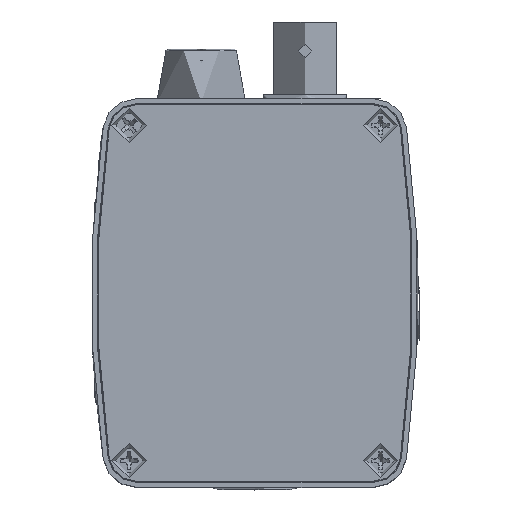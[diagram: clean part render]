
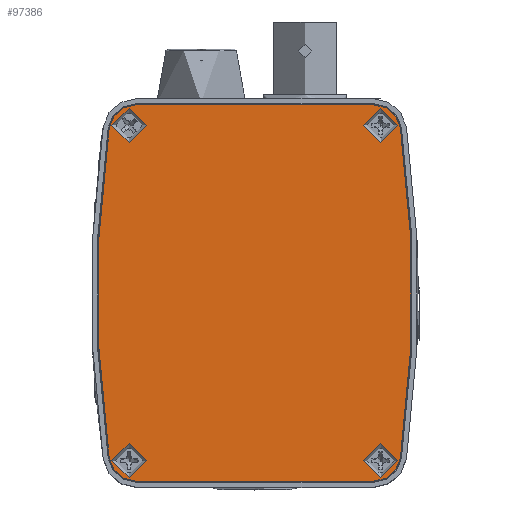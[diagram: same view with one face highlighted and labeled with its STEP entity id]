
A CAD part, top view. The second image highlights one B-rep face of the part: STEP entity #97386.
In plain terms, the highlighted planar face has unit normal (0, 0, 1).
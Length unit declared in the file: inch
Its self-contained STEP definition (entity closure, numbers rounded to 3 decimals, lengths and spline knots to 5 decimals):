
#45 = EDGE_CURVE ( 'NONE', #37286, #89267, #57479, .T. ) ;
#2250 = CARTESIAN_POINT ( 'NONE',  ( 0.71, 1.3125, 0.009 ) ) ;
#5085 = ORIENTED_EDGE ( 'NONE', *, *, #31623, .T. ) ;
#5869 = ORIENTED_EDGE ( 'NONE', *, *, #134392, .T. ) ;
#9523 = VERTEX_POINT ( 'NONE', #2250 ) ;
#9701 = EDGE_CURVE ( 'NONE', #138734, #138734, #42205, .T. ) ;
#12136 = CARTESIAN_POINT ( 'NONE',  ( 0.86843, -0.79483, 0.009 ) ) ;
#12312 = CARTESIAN_POINT ( 'NONE',  ( -0.71, -0.9325, 0.009 ) ) ;
#15268 = FACE_BOUND ( 'NONE', #40555, .T. ) ;
#16527 = AXIS2_PLACEMENT_3D ( 'NONE', #46002, #134073, #58685 ) ;
#18242 = EDGE_LOOP ( 'NONE', ( #41234 ) ) ;
#18672 = EDGE_CURVE ( 'NONE', #93416, #93416, #57401, .T. ) ;
#21314 = ORIENTED_EDGE ( 'NONE', *, *, #25696, .F. ) ;
#21644 = EDGE_CURVE ( 'NONE', #156439, #156439, #134908, .T. ) ;
#25657 = EDGE_CURVE ( 'NONE', #137575, #124499, #96400, .T. ) ;
#25696 = EDGE_CURVE ( 'NONE', #115027, #115027, #76665, .T. ) ;
#27485 = DIRECTION ( 'NONE',  ( 0., 0., 1. ) ) ;
#30091 = ORIENTED_EDGE ( 'NONE', *, *, #18672, .F. ) ;
#30274 = EDGE_LOOP ( 'NONE', ( #129234 ) ) ;
#31046 = AXIS2_PLACEMENT_3D ( 'NONE', #135795, #60364, #148456 ) ;
#31623 = EDGE_CURVE ( 'NONE', #89267, #9523, #90679, .T. ) ;
#37126 = CARTESIAN_POINT ( 'NONE',  ( 6.11852, 0.19, 0.009 ) ) ;
#37286 = VERTEX_POINT ( 'NONE', #12136 ) ;
#38435 = EDGE_CURVE ( 'NONE', #134419, #133659, #137258, .T. ) ;
#40555 = EDGE_LOOP ( 'NONE', ( #21314 ) ) ;
#41234 = ORIENTED_EDGE ( 'NONE', *, *, #21644, .F. ) ;
#42205 = CIRCLE ( 'NONE', #46533, 0.10339 ) ;
#46002 = CARTESIAN_POINT ( 'NONE',  ( 0.71, -0.7725, 0.009 ) ) ;
#46278 = CARTESIAN_POINT ( 'NONE',  ( 0.85339, -0.81, 0.009 ) ) ;
#46533 = AXIS2_PLACEMENT_3D ( 'NONE', #131018, #55636, #143713 ) ;
#48737 = FACE_BOUND ( 'NONE', #18242, .T. ) ;
#49523 = DIRECTION ( 'NONE',  ( 0., 0., 1. ) ) ;
#49717 = DIRECTION ( 'NONE',  ( 1., 0., 0. ) ) ;
#50694 = AXIS2_PLACEMENT_3D ( 'NONE', #66165, #154356, #78882 ) ;
#51067 = DIRECTION ( 'NONE',  ( 0., 0., 1. ) ) ;
#51142 = VECTOR ( 'NONE', #124902, 39.37008 ) ;
#55636 = DIRECTION ( 'NONE',  ( 0., 0., 1. ) ) ;
#57401 = CIRCLE ( 'NONE', #86407, 0.10339 ) ;
#57479 = CIRCLE ( 'NONE', #31046, 7.05602 ) ;
#58685 = DIRECTION ( 'NONE',  ( 1., 0., 0. ) ) ;
#58796 = DIRECTION ( 'NONE',  ( 0., 0., 1. ) ) ;
#59227 = EDGE_LOOP ( 'NONE', ( #5085, #87963, #160263, #77734, #161722, #75815, #5869, #64744 ) ) ;
#60364 = DIRECTION ( 'NONE',  ( 0., 0., 1. ) ) ;
#64744 = ORIENTED_EDGE ( 'NONE', *, *, #45, .T. ) ;
#66165 = CARTESIAN_POINT ( 'NONE',  ( 0.75, 1.19, 0.009 ) ) ;
#67583 = AXIS2_PLACEMENT_3D ( 'NONE', #126483, #51067, #139167 ) ;
#69810 = CARTESIAN_POINT ( 'NONE',  ( 0.71, 1.1525, 0.009 ) ) ;
#72749 = CARTESIAN_POINT ( 'NONE',  ( 0.85339, 1.19, 0.009 ) ) ;
#74414 = CARTESIAN_POINT ( 'NONE',  ( -0.75, 1.19, 0.009 ) ) ;
#74804 = CARTESIAN_POINT ( 'NONE',  ( 0.86843, 1.17483, 0.009 ) ) ;
#75815 = ORIENTED_EDGE ( 'NONE', *, *, #25657, .T. ) ;
#76665 = CIRCLE ( 'NONE', #50694, 0.10339 ) ;
#77734 = ORIENTED_EDGE ( 'NONE', *, *, #38435, .T. ) ;
#78313 = FACE_OUTER_BOUND ( 'NONE', #59227, .T. ) ;
#78882 = DIRECTION ( 'NONE',  ( 1., 0., 0. ) ) ;
#81402 = PLANE ( 'NONE',  #127964 ) ;
#81508 = CARTESIAN_POINT ( 'NONE',  ( -0.86843, -0.79483, 0.009 ) ) ;
#82482 = DIRECTION ( 'NONE',  ( -1., 0., 0. ) ) ;
#84044 = CARTESIAN_POINT ( 'NONE',  ( -0.86843, 1.17483, 0.009 ) ) ;
#84434 = CARTESIAN_POINT ( 'NONE',  ( -0.71, 1.3125, 0.009 ) ) ;
#84690 = LINE ( 'NONE', #86968, #51142 ) ;
#84882 = CARTESIAN_POINT ( 'NONE',  ( -0.64661, 1.19, 0.009 ) ) ;
#86407 = AXIS2_PLACEMENT_3D ( 'NONE', #134176, #58796, #146859 ) ;
#86968 = CARTESIAN_POINT ( 'NONE',  ( -0.71, 1.3125, 0.009 ) ) ;
#87058 = DIRECTION ( 'NONE',  ( 1., 0., 0. ) ) ;
#87963 = ORIENTED_EDGE ( 'NONE', *, *, #117772, .T. ) ;
#89267 = VERTEX_POINT ( 'NONE', #74804 ) ;
#90679 = CIRCLE ( 'NONE', #157328, 0.16 ) ;
#93416 = VERTEX_POINT ( 'NONE', #147571 ) ;
#96400 = LINE ( 'NONE', #12312, #125921 ) ;
#97386 = ADVANCED_FACE ( 'NONE', ( #48737, #15268, #111844, #145288, #78313 ), #81402, .F. ) ;
#100778 = CIRCLE ( 'NONE', #67583, 0.16 ) ;
#102905 = AXIS2_PLACEMENT_3D ( 'NONE', #102960, #27485, #115578 ) ;
#102960 = CARTESIAN_POINT ( 'NONE',  ( -0.71, 1.1525, 0.009 ) ) ;
#111844 = FACE_BOUND ( 'NONE', #30274, .T. ) ;
#112444 = CIRCLE ( 'NONE', #102905, 0.16 ) ;
#113146 = DIRECTION ( 'NONE',  ( 1., 0., 0. ) ) ;
#115027 = VERTEX_POINT ( 'NONE', #72749 ) ;
#115578 = DIRECTION ( 'NONE',  ( 1., 0., 0. ) ) ;
#117252 = EDGE_CURVE ( 'NONE', #133659, #137575, #100778, .T. ) ;
#117772 = EDGE_CURVE ( 'NONE', #9523, #140699, #84690, .T. ) ;
#120147 = CARTESIAN_POINT ( 'NONE',  ( -0.71, -0.9325, 0.009 ) ) ;
#121317 = AXIS2_PLACEMENT_3D ( 'NONE', #37126, #125158, #49717 ) ;
#124499 = VERTEX_POINT ( 'NONE', #137531 ) ;
#124902 = DIRECTION ( 'NONE',  ( -1., 0., 0. ) ) ;
#124952 = CARTESIAN_POINT ( 'NONE',  ( 0.71, 1.1525, 0.009 ) ) ;
#125158 = DIRECTION ( 'NONE',  ( 0., 0., 1. ) ) ;
#125921 = VECTOR ( 'NONE', #113146, 39.37008 ) ;
#126483 = CARTESIAN_POINT ( 'NONE',  ( -0.71, -0.7725, 0.009 ) ) ;
#127964 = AXIS2_PLACEMENT_3D ( 'NONE', #69810, #157928, #82482 ) ;
#129234 = ORIENTED_EDGE ( 'NONE', *, *, #9701, .F. ) ;
#131018 = CARTESIAN_POINT ( 'NONE',  ( 0.75, -0.81, 0.009 ) ) ;
#131471 = EDGE_LOOP ( 'NONE', ( #30091 ) ) ;
#133659 = VERTEX_POINT ( 'NONE', #81508 ) ;
#134073 = DIRECTION ( 'NONE',  ( 0., 0., 1. ) ) ;
#134176 = CARTESIAN_POINT ( 'NONE',  ( -0.75, -0.81, 0.009 ) ) ;
#134352 = AXIS2_PLACEMENT_3D ( 'NONE', #74414, #162459, #87058 ) ;
#134392 = EDGE_CURVE ( 'NONE', #124499, #37286, #142047, .T. ) ;
#134419 = VERTEX_POINT ( 'NONE', #84044 ) ;
#134908 = CIRCLE ( 'NONE', #134352, 0.10339 ) ;
#135795 = CARTESIAN_POINT ( 'NONE',  ( -6.11852, 0.19, 0.009 ) ) ;
#137258 = CIRCLE ( 'NONE', #121317, 7.05602 ) ;
#137531 = CARTESIAN_POINT ( 'NONE',  ( 0.71, -0.9325, 0.009 ) ) ;
#137575 = VERTEX_POINT ( 'NONE', #120147 ) ;
#137644 = DIRECTION ( 'NONE',  ( -1., 0., 0. ) ) ;
#138734 = VERTEX_POINT ( 'NONE', #46278 ) ;
#139040 = EDGE_CURVE ( 'NONE', #140699, #134419, #112444, .T. ) ;
#139167 = DIRECTION ( 'NONE',  ( -1., 0., 0. ) ) ;
#140699 = VERTEX_POINT ( 'NONE', #84434 ) ;
#142047 = CIRCLE ( 'NONE', #16527, 0.16 ) ;
#143713 = DIRECTION ( 'NONE',  ( 1., 0., 0. ) ) ;
#145288 = FACE_BOUND ( 'NONE', #131471, .T. ) ;
#146859 = DIRECTION ( 'NONE',  ( 1., 0., 0. ) ) ;
#147571 = CARTESIAN_POINT ( 'NONE',  ( -0.64661, -0.81, 0.009 ) ) ;
#148456 = DIRECTION ( 'NONE',  ( -1., 0., 0. ) ) ;
#154356 = DIRECTION ( 'NONE',  ( 0., 0., 1. ) ) ;
#156439 = VERTEX_POINT ( 'NONE', #84882 ) ;
#157328 = AXIS2_PLACEMENT_3D ( 'NONE', #124952, #49523, #137644 ) ;
#157928 = DIRECTION ( 'NONE',  ( 0., 0., -1. ) ) ;
#160263 = ORIENTED_EDGE ( 'NONE', *, *, #139040, .T. ) ;
#161722 = ORIENTED_EDGE ( 'NONE', *, *, #117252, .T. ) ;
#162459 = DIRECTION ( 'NONE',  ( 0., 0., 1. ) ) ;
